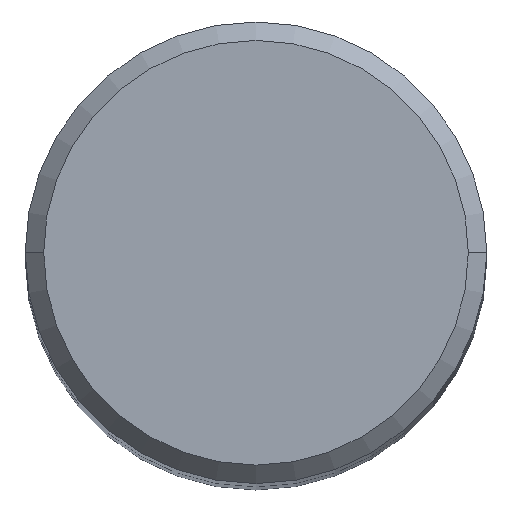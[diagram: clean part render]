
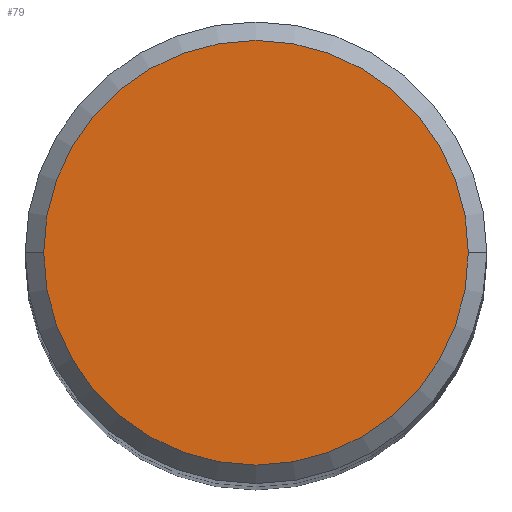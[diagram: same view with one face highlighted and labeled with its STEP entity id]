
A CAD part, top view. The second image highlights one B-rep face of the part: STEP entity #79.
In plain terms, the highlighted planar face has unit normal (0, 0, 1).
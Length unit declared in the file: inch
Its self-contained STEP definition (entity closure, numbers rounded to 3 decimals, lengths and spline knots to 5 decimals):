
#1 = DIRECTION ( 'NONE',  ( 1., 0., 0. ) ) ;
#22 = FACE_OUTER_BOUND ( 'NONE', #41, .T. ) ;
#32 = ORIENTED_EDGE ( 'NONE', *, *, #91, .T. ) ;
#39 = VERTEX_POINT ( 'NONE', #331 ) ;
#41 = EDGE_LOOP ( 'NONE', ( #239, #32 ) ) ;
#52 = CARTESIAN_POINT ( 'NONE',  ( -0.23, 0., 0. ) ) ;
#79 = ADVANCED_FACE ( 'NONE', ( #22 ), #201, .F. ) ;
#86 = CARTESIAN_POINT ( 'NONE',  ( 0., 0., 0. ) ) ;
#88 = DIRECTION ( 'NONE',  ( 0., 0., 1. ) ) ;
#91 = EDGE_CURVE ( 'NONE', #39, #156, #283, .T. ) ;
#125 = EDGE_CURVE ( 'NONE', #156, #39, #143, .T. ) ;
#139 = CARTESIAN_POINT ( 'NONE',  ( 0., 0., 0. ) ) ;
#143 = CIRCLE ( 'NONE', #360, 0.23 ) ;
#148 = AXIS2_PLACEMENT_3D ( 'NONE', #139, #307, #1 ) ;
#156 = VERTEX_POINT ( 'NONE', #52 ) ;
#196 = DIRECTION ( 'NONE',  ( -1., 0., 0. ) ) ;
#201 = PLANE ( 'NONE',  #311 ) ;
#218 = DIRECTION ( 'NONE',  ( 0., 0., -1. ) ) ;
#239 = ORIENTED_EDGE ( 'NONE', *, *, #125, .T. ) ;
#245 = CARTESIAN_POINT ( 'NONE',  ( 0., 0.23, 0. ) ) ;
#283 = CIRCLE ( 'NONE', #148, 0.23 ) ;
#307 = DIRECTION ( 'NONE',  ( 0., 0., 1. ) ) ;
#311 = AXIS2_PLACEMENT_3D ( 'NONE', #245, #218, #196 ) ;
#331 = CARTESIAN_POINT ( 'NONE',  ( 0.23, 0., 0. ) ) ;
#348 = DIRECTION ( 'NONE',  ( 1., 0., 0. ) ) ;
#360 = AXIS2_PLACEMENT_3D ( 'NONE', #86, #88, #348 ) ;
